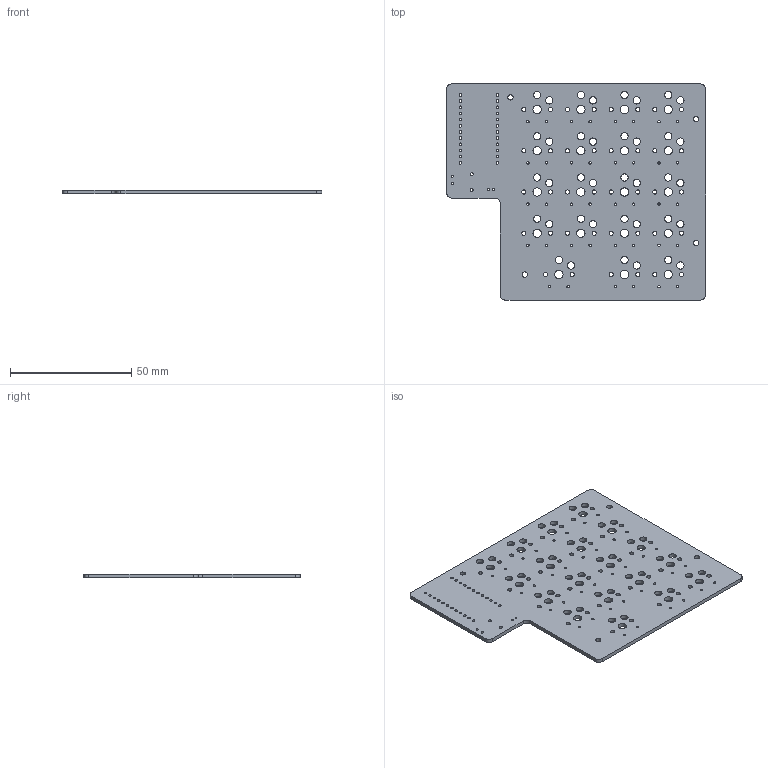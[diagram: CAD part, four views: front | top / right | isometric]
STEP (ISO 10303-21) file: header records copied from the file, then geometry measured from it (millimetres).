
FILE_DESCRIPTION(('KiCad electronic assembly'),'2;1');
FILE_NAME('numpad.step','2024-05-26T20:19:51',('Pcbnew'),('Kicad'), 'Open CASCADE STEP processor 7.7','KiCad to STEP converter','Unknown' );
FILE_SCHEMA(('AUTOMOTIVE_DESIGN { 1 0 10303 214 1 1 1 1 }'));
Length unit declared in the file: millimetre
Products named in the file (2): numpad 1; _autosave-numpad_PCB
Assembly tree (1 placements, depth 2):
  numpad 1
    _autosave-numpad_PCB
Bounding box: 106.79 x 89 x 1.6 mm (x, y, z)
Volume: 12745.5 mm3; surface area: 18170.3 mm2
Topology: 1 solids, 1 shells, 181 faces, 537 edges, 358 vertices
Faces by surface type: cylinder 173, plane 8
Full cylindrical faces by diameter (mm): 0.75 x2, 0.9 x2, 0.991 x38, 1.092 x24, 1.3 x2, 1.702 x38, 2.2 x4, 3 x38, 3.429 x19
Entity records: 6982 total; most frequent: DIRECTION 1249, CARTESIAN_POINT 1078, ORIENTED_EDGE 1074, EDGE_CURVE 537, AXIS2_PLACEMENT_3D 529, FACE_BOUND 515, EDGE_LOOP 515, VERTEX_POINT 358
